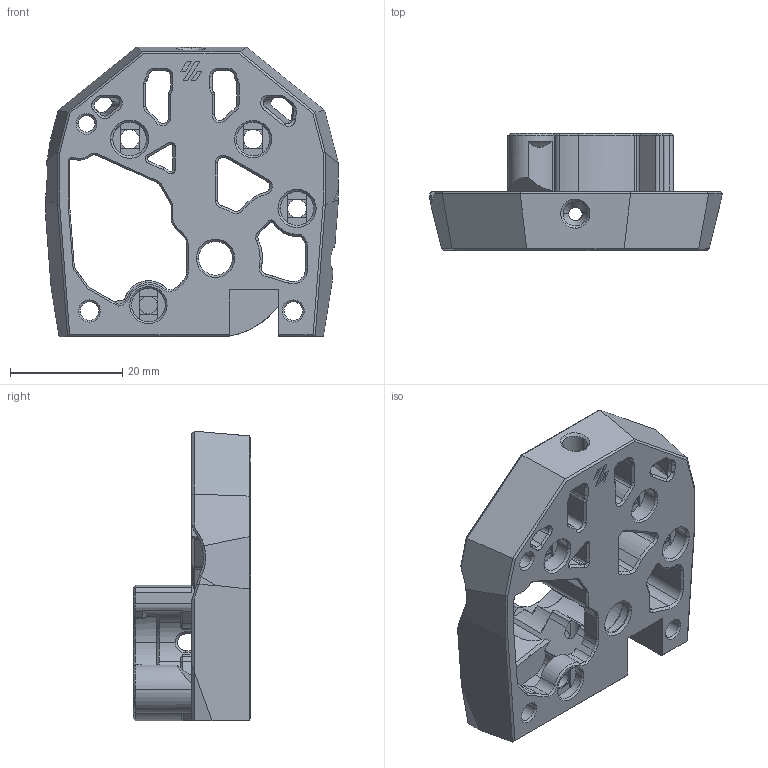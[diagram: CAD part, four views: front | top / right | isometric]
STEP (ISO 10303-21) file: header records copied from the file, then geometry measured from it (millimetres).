
FILE_DESCRIPTION (( 'STEP AP214' ), '1' );
FILE_NAME ('tinyCW2前体.STEP', '2023-10-22T03:00:20', ( '' ), ( '' ), 'SwSTEP 2.0', 'SolidWorks 2022', '' );
FILE_SCHEMA (( 'AUTOMOTIVE_DESIGN' ));
Length unit declared in the file: millimetre
Products named in the file (1): tinyCW2前体
Bounding box: 52.19 x 20.96 x 51.63 mm (x, y, z)
Volume: 16311.5 mm3; surface area: 10925.5 mm2
Topology: 1 solids, 2 shells, 800 faces, 2040 edges, 1237 vertices
Faces by surface type: plane 316, cone 210, cylinder 188, bspline 79, torus 5, sphere 2
Entity records: 26129 total; most frequent: CARTESIAN_POINT 7249, ORIENTED_EDGE 4060, DIRECTION 3771, EDGE_CURVE 2030, AXIS2_PLACEMENT_3D 1289, VERTEX_POINT 1235, LINE 1193, VECTOR 1193
